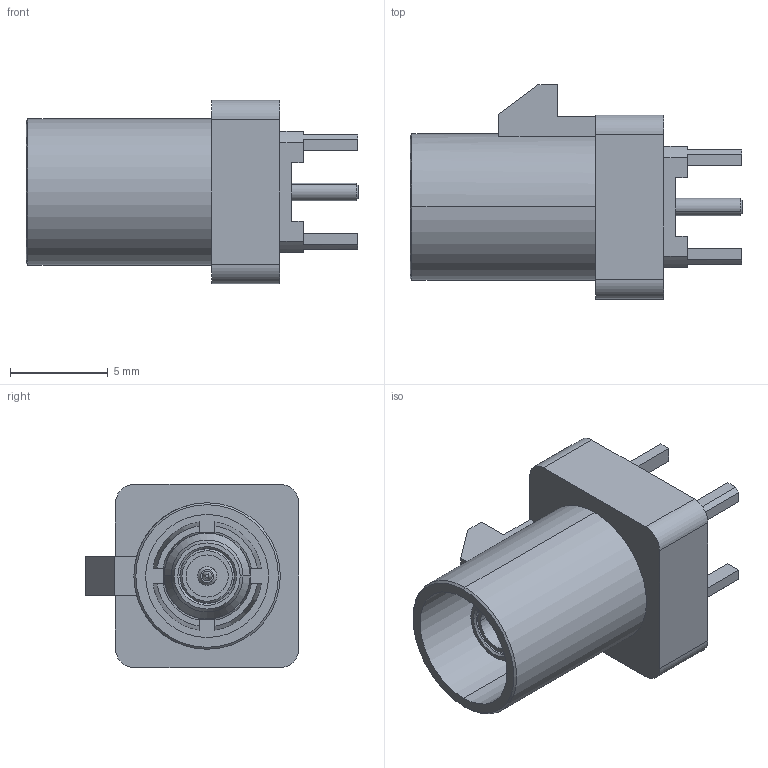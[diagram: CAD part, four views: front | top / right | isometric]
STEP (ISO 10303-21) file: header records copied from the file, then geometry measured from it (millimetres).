
FILE_DESCRIPTION (( 'STEP AP203' ), '1' );
FILE_NAME ('36012-7Z02.STEP', '2022-02-16T02:57:14', ( '' ), ( '' ), 'SwSTEP 2.0', 'SolidWorks 2018', '' );
FILE_SCHEMA (( 'CONFIG_CONTROL_DESIGN' ));
Length unit declared in the file: millimetre
Products named in the file (2): 36012-7Z02; 36100-0201Z
Assembly tree (1 placements, depth 2):
  36012-7Z02
    36100-0201Z
Bounding box: 17 x 10.95 x 9.4 mm (x, y, z)
Volume: 551.3 mm3; surface area: 1277.6 mm2
Topology: 1 solids, 4 shells, 307 faces, 777 edges, 510 vertices
Faces by surface type: plane 172, cylinder 55, bspline 46, cone 34
Entity records: 12022 total; most frequent: CARTESIAN_POINT 4641, ORIENTED_EDGE 1554, DIRECTION 1351, EDGE_CURVE 777, VERTEX_POINT 510, LINE 493, VECTOR 493, AXIS2_PLACEMENT_3D 429
